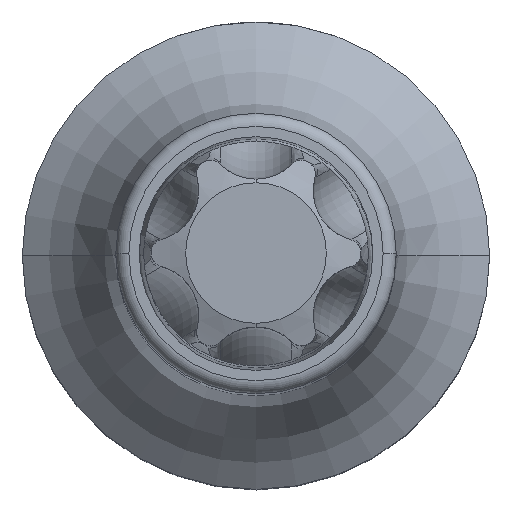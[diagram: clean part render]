
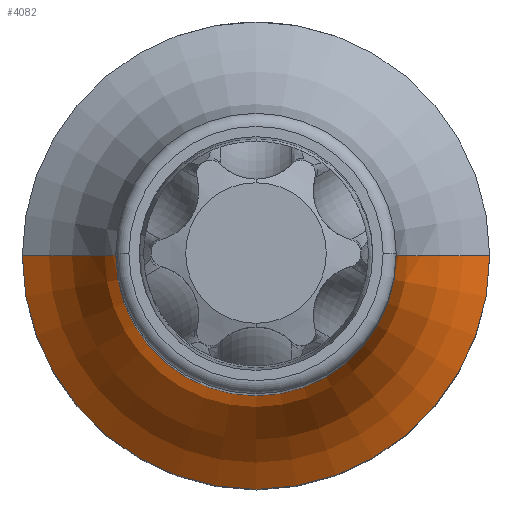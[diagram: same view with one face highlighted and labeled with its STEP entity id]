
A CAD part, top view. The second image highlights one B-rep face of the part: STEP entity #4082.
In plain terms, the highlighted toroidal (fillet/blend) face has major radius 17.5 mm and minor radius 10 mm.
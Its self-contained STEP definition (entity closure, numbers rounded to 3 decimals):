
#3648=CARTESIAN_POINT('',(0.,0.,18.7));
#3649=DIRECTION('',(0.,0.,1.));
#3650=DIRECTION('',(1.,0.,0.));
#3651=AXIS2_PLACEMENT_3D('',#3648,#3649,#3650);
#3656=CARTESIAN_POINT('',(17.5,0.,
27.36));
#3657=DIRECTION('',(0.,1.,0.));
#3658=DIRECTION('',(-0.5,0.,-0.866));
#3659=AXIS2_PLACEMENT_3D('',#3656,#3657,#3658);
#3664=CARTESIAN_POINT('',(-17.5,0.,
27.36));
#3665=DIRECTION('',(0.,-1.,0.));
#3666=DIRECTION('',(0.5,0.,-0.866));
#3667=AXIS2_PLACEMENT_3D('',#3664,#3665,#3666);
#3797=CARTESIAN_POINT('',(0.,0.,27.36));
#3798=DIRECTION('',(0.,0.,1.));
#3799=DIRECTION('',(1.,0.,0.));
#3800=AXIS2_PLACEMENT_3D('',#3797,#3798,#3799);
#3812=CARTESIAN_POINT('',(-12.5,0.,18.7));
#3813=CARTESIAN_POINT('',(12.5,0.,18.7));
#3814=VERTEX_POINT('',#3812);
#3815=VERTEX_POINT('',#3813);
#3816=CARTESIAN_POINT('',(-7.5,0.,27.36));
#3817=CARTESIAN_POINT('',(7.5,0.,27.36));
#3818=VERTEX_POINT('',#3816);
#3819=VERTEX_POINT('',#3817);
#4068=CARTESIAN_POINT('',(0.,0.,27.36));
#4069=DIRECTION('',(0.,0.,1.));
#4070=DIRECTION('',(1.,0.,0.));
#4071=AXIS2_PLACEMENT_3D('',#4068,#4069,#4070);
#4072=TOROIDAL_SURFACE('',#4071,17.5,10.);
#4073=ORIENTED_EDGE('',*,*,#4062,.F.);
#4075=ORIENTED_EDGE('',*,*,#4074,.T.);
#4077=ORIENTED_EDGE('',*,*,#4076,.T.);
#4079=ORIENTED_EDGE('',*,*,#4078,.F.);
#4080=EDGE_LOOP('',(#4073,#4075,#4077,#4079));
#4081=FACE_OUTER_BOUND('',#4080,.F.);
#4082=ADVANCED_FACE('',(#4081),#4072,.F.);
#3652=CIRCLE('',#3651,12.5);
#3660=CIRCLE('',#3659,10.);
#3668=CIRCLE('',#3667,10.);
#3801=CIRCLE('',#3800,7.5);
#4062=EDGE_CURVE('',#3815,#3814,#3652,.T.);
#4074=EDGE_CURVE('',#3815,#3819,#3660,.T.);
#4076=EDGE_CURVE('',#3819,#3818,#3801,.T.);
#4078=EDGE_CURVE('',#3814,#3818,#3668,.T.);
